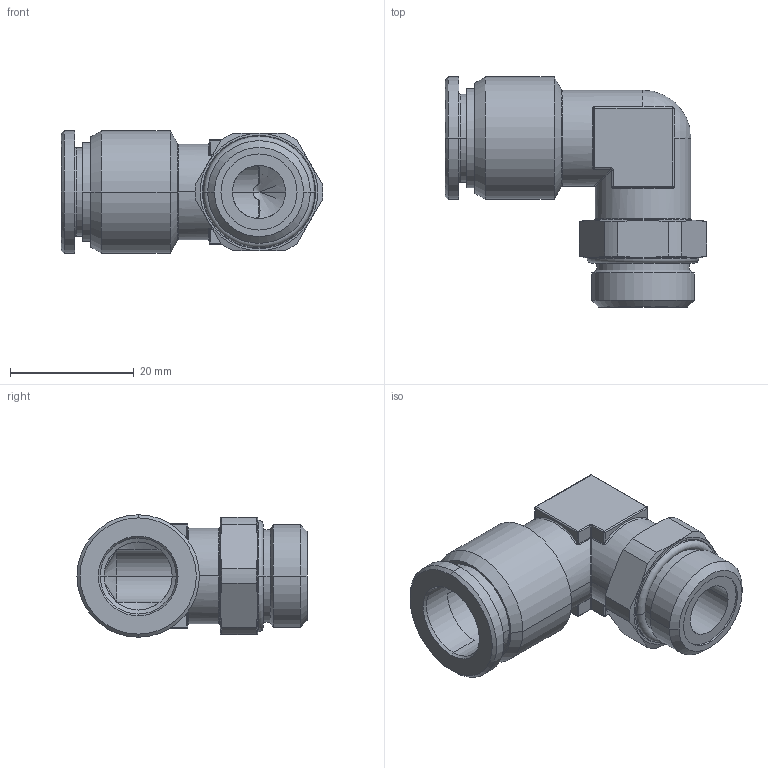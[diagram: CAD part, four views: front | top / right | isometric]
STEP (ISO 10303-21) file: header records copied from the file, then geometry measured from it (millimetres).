
FILE_DESCRIPTION(( 'MXM.16.12.38.stp' ), '1');
FILE_NAME( 'MXM.16.12.38.stp', '2019-06-19T15:26:04',( 'Sopra'),('sopra-pneumatic.com'), 'SwSTEP 2.0','SolidWorks 2009','' );
FILE_SCHEMA(('CONFIG_CONTROL_DESIGN'));
Length unit declared in the file: millimetre
Products named in the file (1): 381075B_930X4-12FF-3-8
Bounding box: 42.34 x 37.2 x 19.8 mm (x, y, z)
Volume: 8931.2 mm3; surface area: 6806.5 mm2
Topology: 2 solids, 2 shells, 193 faces, 424 edges, 240 vertices
Faces by surface type: cylinder 68, cone 44, plane 32, torus 24, sphere 13, bspline 12
Entity records: 6294 total; most frequent: CARTESIAN_POINT 2048, DIRECTION 948, ORIENTED_EDGE 842, EDGE_CURVE 421, AXIS2_PLACEMENT_3D 406, VERTEX_POINT 240, CIRCLE 225, EDGE_LOOP 205
